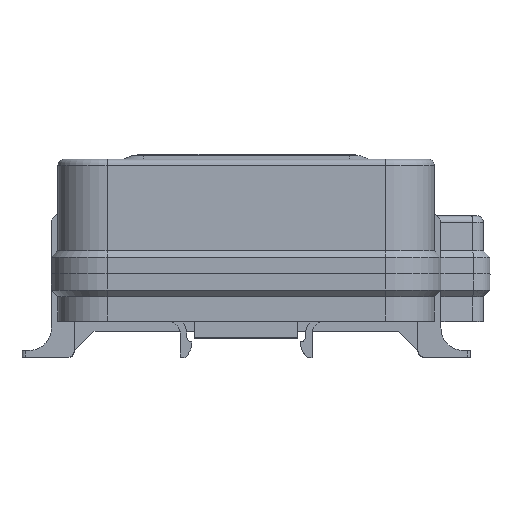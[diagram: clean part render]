
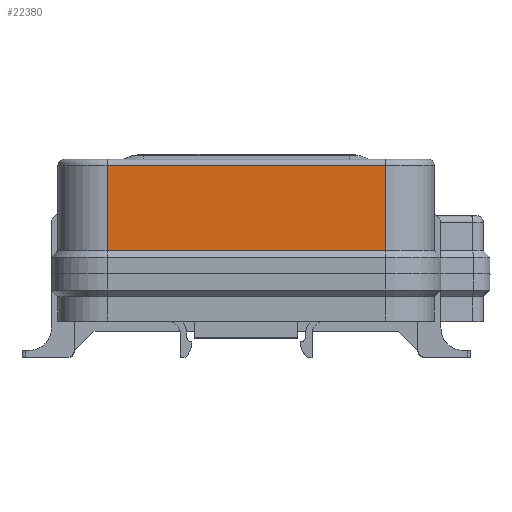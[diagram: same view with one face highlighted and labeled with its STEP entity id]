
A CAD part, top view. The second image highlights one B-rep face of the part: STEP entity #22380.
In plain terms, the highlighted planar face has unit normal (0, 0, 1).
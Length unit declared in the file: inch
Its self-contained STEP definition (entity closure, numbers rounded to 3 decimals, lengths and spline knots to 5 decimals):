
#67 = CARTESIAN_POINT ( 'NONE',  ( -1.13189, 0.89567, 2.16535 ) ) ;
#3008 = DIRECTION ( 'NONE',  ( 1., 0., 0. ) ) ;
#3599 = VECTOR ( 'NONE', #54810, 39.37008 ) ;
#5310 = PLANE ( 'NONE',  #30749 ) ;
#5894 = CARTESIAN_POINT ( 'NONE',  ( -1.9685, 0.89567, 2.16535 ) ) ;
#8001 = ORIENTED_EDGE ( 'NONE', *, *, #62113, .T. ) ;
#8839 = ORIENTED_EDGE ( 'NONE', *, *, #45927, .F. ) ;
#9129 = LINE ( 'NONE', #29041, #3599 ) ;
#9409 = VECTOR ( 'NONE', #34630, 39.37008 ) ;
#16848 = VERTEX_POINT ( 'NONE', #45150 ) ;
#21956 = CARTESIAN_POINT ( 'NONE',  ( 1.37795, -0.12795, 2.16535 ) ) ;
#22380 = ADVANCED_FACE ( 'NONE', ( #50035 ), #5310, .T. ) ;
#22398 = ORIENTED_EDGE ( 'NONE', *, *, #35678, .T. ) ;
#24465 = CARTESIAN_POINT ( 'NONE',  ( 1.37795, 0.89567, 2.16535 ) ) ;
#25170 = EDGE_LOOP ( 'NONE', ( #56226, #22398, #8001, #8839 ) ) ;
#28746 = LINE ( 'NONE', #32320, #44187 ) ;
#29041 = CARTESIAN_POINT ( 'NONE',  ( -1.9685, -0.12795, 2.16535 ) ) ;
#30749 = AXIS2_PLACEMENT_3D ( 'NONE', #33008, #47722, #3008 ) ;
#31697 = VERTEX_POINT ( 'NONE', #21956 ) ;
#32320 = CARTESIAN_POINT ( 'NONE',  ( -1.9685, 0.89567, 2.16535 ) ) ;
#32568 = LINE ( 'NONE', #47283, #48066 ) ;
#33008 = CARTESIAN_POINT ( 'NONE',  ( -1.9685, 0.89567, 2.16535 ) ) ;
#34630 = DIRECTION ( 'NONE',  ( 1., 0., 0. ) ) ;
#35678 = EDGE_CURVE ( 'NONE', #40858, #16848, #28746, .T. ) ;
#40858 = VERTEX_POINT ( 'NONE', #5894 ) ;
#42698 = DIRECTION ( 'NONE',  ( 0., -1., 0. ) ) ;
#44187 = VECTOR ( 'NONE', #52234, 39.37008 ) ;
#44513 = EDGE_CURVE ( 'NONE', #40858, #56641, #59431, .T. ) ;
#45150 = CARTESIAN_POINT ( 'NONE',  ( -1.9685, -0.12795, 2.16535 ) ) ;
#45927 = EDGE_CURVE ( 'NONE', #56641, #31697, #32568, .T. ) ;
#47283 = CARTESIAN_POINT ( 'NONE',  ( 1.37795, 0.89567, 2.16535 ) ) ;
#47722 = DIRECTION ( 'NONE',  ( 0., 0., 1. ) ) ;
#48066 = VECTOR ( 'NONE', #42698, 39.37008 ) ;
#50035 = FACE_OUTER_BOUND ( 'NONE', #25170, .T. ) ;
#52234 = DIRECTION ( 'NONE',  ( 0., -1., 0. ) ) ;
#54810 = DIRECTION ( 'NONE',  ( 1., 0., 0. ) ) ;
#56226 = ORIENTED_EDGE ( 'NONE', *, *, #44513, .F. ) ;
#56641 = VERTEX_POINT ( 'NONE', #24465 ) ;
#59431 = LINE ( 'NONE', #67, #9409 ) ;
#62113 = EDGE_CURVE ( 'NONE', #16848, #31697, #9129, .T. ) ;
